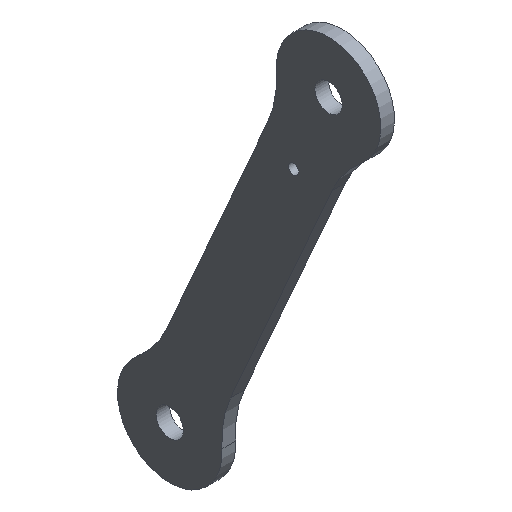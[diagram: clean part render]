
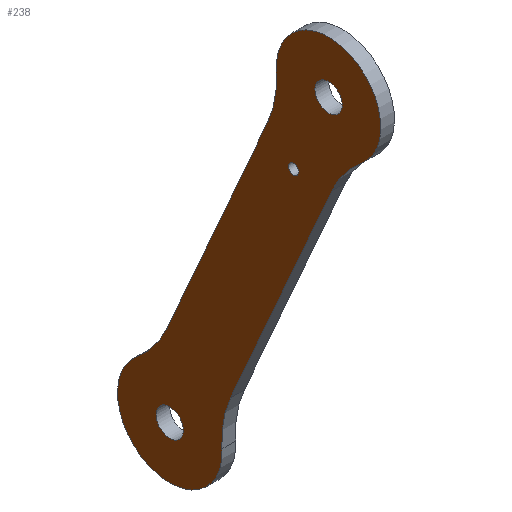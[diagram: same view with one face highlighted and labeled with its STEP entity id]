
A CAD part, isometric view. The second image highlights one B-rep face of the part: STEP entity #238.
In plain terms, the highlighted planar face has unit normal (-1, 0, 0).
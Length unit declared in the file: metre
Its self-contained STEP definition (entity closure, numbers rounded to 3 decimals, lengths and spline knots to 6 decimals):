
#23=PLANE('',#277);
#28=LINE('',#392,#40);
#32=LINE('',#400,#44);
#40=VECTOR('',#320,1.);
#44=VECTOR('',#326,1.);
#81=ORIENTED_EDGE('',*,*,#131,.F.);
#82=ORIENTED_EDGE('',*,*,#120,.F.);
#83=ORIENTED_EDGE('',*,*,#132,.F.);
#84=ORIENTED_EDGE('',*,*,#133,.F.);
#85=ORIENTED_EDGE('',*,*,#134,.F.);
#86=ORIENTED_EDGE('',*,*,#124,.T.);
#87=ORIENTED_EDGE('',*,*,#114,.F.);
#88=ORIENTED_EDGE('',*,*,#108,.F.);
#89=ORIENTED_EDGE('',*,*,#117,.F.);
#90=ORIENTED_EDGE('',*,*,#112,.T.);
#91=ORIENTED_EDGE('',*,*,#135,.T.);
#108=EDGE_CURVE('',#138,#139,#160,.T.);
#112=EDGE_CURVE('',#142,#142,#162,.T.);
#114=EDGE_CURVE('',#139,#144,#164,.F.);
#117=EDGE_CURVE('',#146,#138,#166,.F.);
#120=EDGE_CURVE('',#148,#146,#28,.T.);
#124=EDGE_CURVE('',#151,#144,#32,.T.);
#131=EDGE_CURVE('',#156,#156,#173,.T.);
#132=EDGE_CURVE('',#157,#148,#174,.F.);
#133=EDGE_CURVE('',#158,#157,#175,.T.);
#134=EDGE_CURVE('',#151,#158,#176,.F.);
#135=EDGE_CURVE('',#159,#159,#177,.T.);
#138=VERTEX_POINT('',#367);
#139=VERTEX_POINT('',#368);
#142=VERTEX_POINT('',#376);
#144=VERTEX_POINT('',#381);
#146=VERTEX_POINT('',#387);
#148=VERTEX_POINT('',#393);
#151=VERTEX_POINT('',#401);
#156=VERTEX_POINT('',#415);
#157=VERTEX_POINT('',#417);
#158=VERTEX_POINT('',#419);
#159=VERTEX_POINT('',#422);
#160=CIRCLE('',#258,0.012123);
#162=CIRCLE('',#261,0.003175);
#164=CIRCLE('',#264,0.024245);
#166=CIRCLE('',#267,0.024245);
#173=CIRCLE('',#278,0.001191);
#174=CIRCLE('',#279,0.024245);
#175=CIRCLE('',#280,0.012123);
#176=CIRCLE('',#281,0.024245);
#177=CIRCLE('',#282,0.003175);
#189=EDGE_LOOP('',(#81));
#190=EDGE_LOOP('',(#82,#83,#84,#85,#86,#87,#88,#89));
#191=EDGE_LOOP('',(#90));
#192=EDGE_LOOP('',(#91));
#211=FACE_BOUND('',#189,.T.);
#212=FACE_BOUND('',#190,.T.);
#213=FACE_BOUND('',#191,.T.);
#214=FACE_BOUND('',#192,.T.);
#238=ADVANCED_FACE('',(#211,#212,#213,#214),#23,.T.);
#258=AXIS2_PLACEMENT_3D('',#366,#292,#293);
#261=AXIS2_PLACEMENT_3D('',#375,#300,#301);
#264=AXIS2_PLACEMENT_3D('',#380,#306,#307);
#267=AXIS2_PLACEMENT_3D('',#386,#313,#314);
#277=AXIS2_PLACEMENT_3D('',#413,#340,#341);
#278=AXIS2_PLACEMENT_3D('',#414,#342,#343);
#279=AXIS2_PLACEMENT_3D('',#416,#344,#345);
#280=AXIS2_PLACEMENT_3D('',#418,#346,#347);
#281=AXIS2_PLACEMENT_3D('',#420,#348,#349);
#282=AXIS2_PLACEMENT_3D('',#421,#350,#351);
#292=DIRECTION('',(1.,0.,0.));
#293=DIRECTION('',(0.,-0.195,-0.981));
#300=DIRECTION('',(1.,0.,0.));
#301=DIRECTION('',(0.,-0.195,-0.981));
#306=DIRECTION('',(1.,0.,0.));
#307=DIRECTION('',(0.,-0.195,-0.981));
#313=DIRECTION('',(1.,0.,0.));
#314=DIRECTION('',(0.,-0.195,-0.981));
#320=DIRECTION('',(0.,0.403,-0.915));
#326=DIRECTION('',(0.,0.403,-0.915));
#340=DIRECTION('',(-1.,0.,0.));
#341=DIRECTION('',(0.,0.981,-0.195));
#342=DIRECTION('',(-1.,0.,0.));
#343=DIRECTION('',(0.,-1.,0.));
#344=DIRECTION('',(1.,0.,0.));
#345=DIRECTION('',(0.,-0.195,-0.981));
#346=DIRECTION('',(1.,0.,0.));
#347=DIRECTION('',(0.,-0.195,-0.981));
#348=DIRECTION('',(1.,0.,0.));
#349=DIRECTION('',(0.,-0.195,-0.981));
#350=DIRECTION('',(1.,0.,0.));
#351=DIRECTION('',(0.,-0.195,-0.981));
#366=CARTESIAN_POINT('',(-0.028142,0.593525,-0.013006));
#367=CARTESIAN_POINT('',(-0.028142,0.581425,-0.012261));
#368=CARTESIAN_POINT('',(-0.028142,0.601153,-0.003584));
#375=CARTESIAN_POINT('',(-0.028142,0.593525,-0.013006));
#376=CARTESIAN_POINT('',(-0.028142,0.592905,-0.01612));
#380=CARTESIAN_POINT('',(-0.028142,0.616408,0.015261));
#381=CARTESIAN_POINT('',(-0.028142,0.594215,0.005499));
#386=CARTESIAN_POINT('',(-0.028142,0.557226,-0.01077));
#387=CARTESIAN_POINT('',(-0.028142,0.579419,-0.001009));
#392=CARTESIAN_POINT('',(-0.028142,0.568231,0.024428));
#393=CARTESIAN_POINT('',(-0.028142,0.555977,0.052288));
#400=CARTESIAN_POINT('',(-0.028142,0.583027,0.030936));
#401=CARTESIAN_POINT('',(-0.028142,0.570773,0.058796));
#413=CARTESIAN_POINT('',(-0.028142,0.575629,0.027682));
#414=CARTESIAN_POINT('',(-0.028142,0.564802,0.052298));
#415=CARTESIAN_POINT('',(-0.028142,0.563611,0.052298));
#416=CARTESIAN_POINT('',(-0.028142,0.533783,0.042526));
#417=CARTESIAN_POINT('',(-0.028142,0.549039,0.061371));
#418=CARTESIAN_POINT('',(-0.028142,0.556667,0.070793));
#419=CARTESIAN_POINT('',(-0.028142,0.568767,0.070048));
#420=CARTESIAN_POINT('',(-0.028142,0.592966,0.068557));
#421=CARTESIAN_POINT('',(-0.028142,0.556667,0.070793));
#422=CARTESIAN_POINT('',(-0.028142,0.556047,0.067679));
